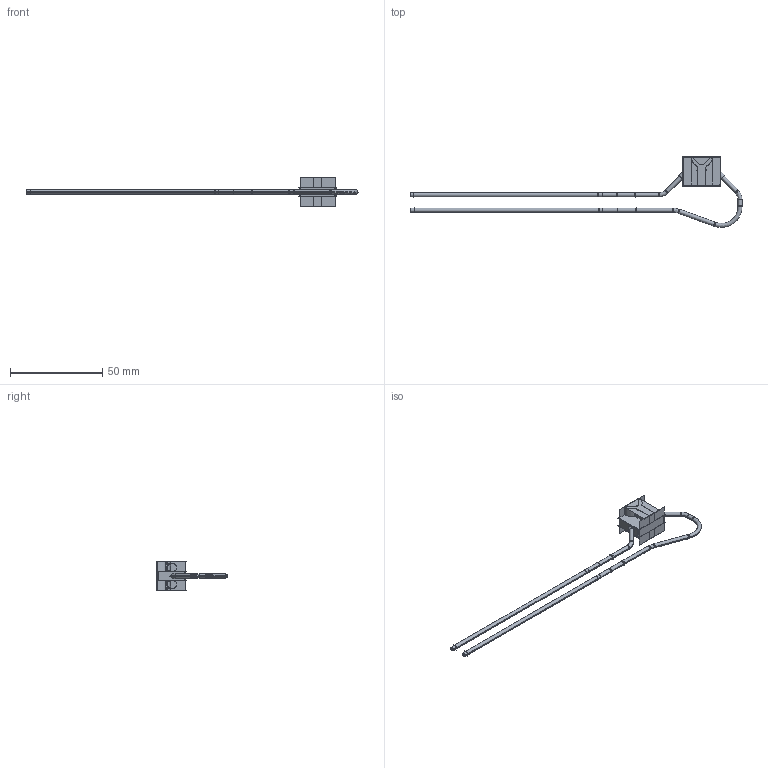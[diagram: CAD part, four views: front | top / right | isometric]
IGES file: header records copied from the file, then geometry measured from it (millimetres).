
Start section:  PTC IGES file: 166410.igs
Global section: file name: 166410.igs; native system: Creo Parametric by Parametric Technology Corporation; preprocessor: 2013230; author: pdmadmin; organization: Unknown; date: 20160105.125804; units: millimetre
Bounding box: 179.79 x 38.38 x 15.85 mm (x, y, z)
Volume: 3297.4 mm3; surface area: 26134.4 mm2
Topology: 7 solids, 9 shells, 232 faces, 1206 edges, 1564 vertices
Faces by surface type: revolution 146, bspline 86
